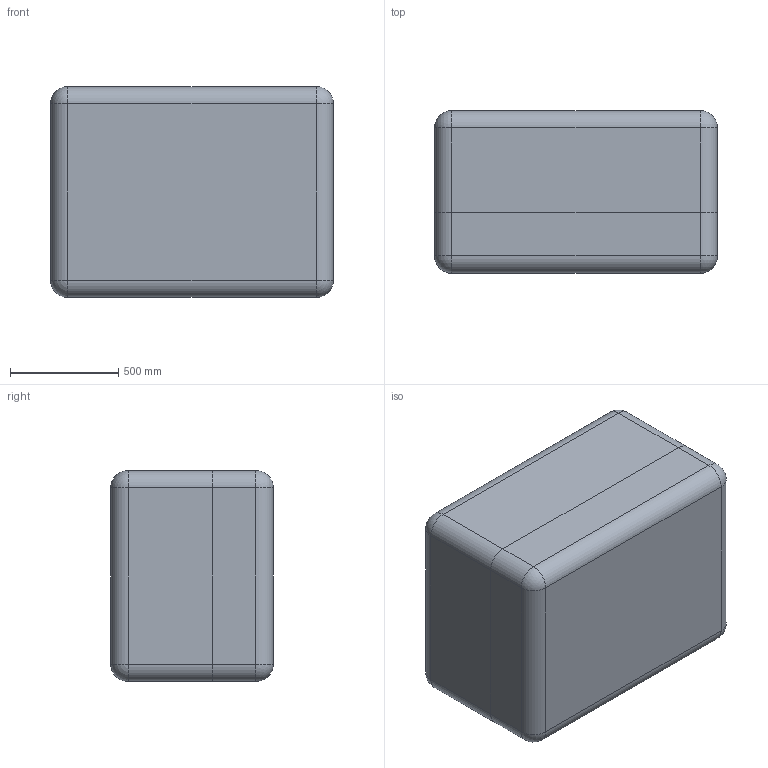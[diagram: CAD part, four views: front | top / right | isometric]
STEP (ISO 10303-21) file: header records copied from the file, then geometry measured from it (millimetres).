
FILE_DESCRIPTION (( 'STEP AP214' ), '1' );
FILE_NAME ('Òðàíñïîðòíûé êîíòåéíåð ÀÄÌÈÐÀË®ÏÐÎÔÅÑÑÈÎÍÀËÜÍÛÅ 224_óïðîùåííàÿ 3D-ìîäåëü.STEP', '2025-09-15T08:25:24', ( '' ), ( '' ), 'SwSTEP 2.0', 'SolidWorks 2021', '' );
FILE_SCHEMA (( 'AUTOMOTIVE_DESIGN' ));
Products named in the file (3): Òðàíñïîðòíûé êîíòåéíåð ÀÄÌÈÐÀË®ÏÐÎÔÅÑÑÈÎÍÀËÜÍÛÅ 224_óïðîùåííàÿ 3D-ìîäåëü; Lid 226; BASE_288!
Assembly tree (2 placements, depth 2):
  Òðàíñïîðòíûé êîíòåéíåð ÀÄÌÈÐÀË®ÏÐÎÔÅÑÑÈÎÍÀËÜÍÛÅ 224_óïðîùåííàÿ 3D-ìîäåëü
    BASE_288!
    Lid 226
Bounding box: 1305.87 x 750.32 x 974.64 mm (x, y, z)
Volume: 363132871 mm3; surface area: 12627476.9 mm2
Topology: 2 solids, 2 shells, 3545 faces, 8491 edges, 4864 vertices
Faces by surface type: cylinder 1486, bspline 951, plane 692, torus 288, sphere 96, cone 32
Entity records: 196133 total; most frequent: CARTESIAN_POINT 121293, ORIENTED_EDGE 16718, DIRECTION 14568, EDGE_CURVE 8359, AXIS2_PLACEMENT_3D 5630, VERTEX_POINT 4864, EDGE_LOOP 3591, ADVANCED_FACE 3545
